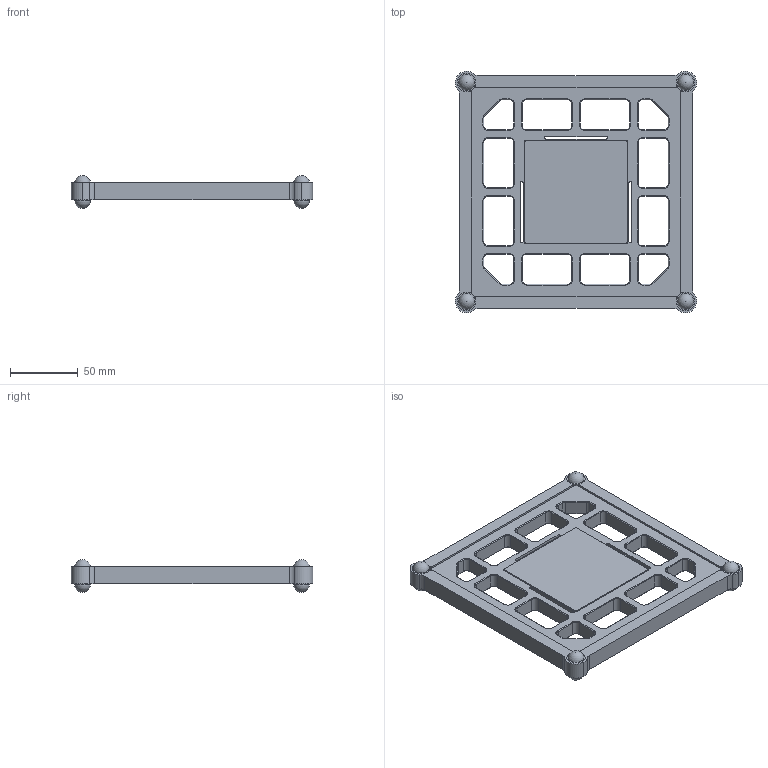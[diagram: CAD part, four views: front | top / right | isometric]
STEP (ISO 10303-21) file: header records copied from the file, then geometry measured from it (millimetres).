
FILE_DESCRIPTION (( 'STEP AP214' ), '1' );
FILE_NAME ('CGH-S3-C6_A.STEP', '2023-03-23T18:43:20', ( '' ), ( '' ), 'SwSTEP 2.0', 'SolidWorks 2022', '' );
FILE_SCHEMA (( 'AUTOMOTIVE_DESIGN' ));
Length unit declared in the file: inch
Products named in the file (1): CGH-S3-C6_A
Bounding box: 178.43 x 178.43 x 24.13 mm (x, y, z)
Surface area: 77006.8 mm2 (no closed solid volume)
Topology: 0 solids, 29 shells, 481 faces, 1300 edges, 826 vertices
Faces by surface type: plane 217, cylinder 144, cone 104, sphere 16
Entity records: 20948 total; most frequent: DIRECTION 2680, CARTESIAN_POINT 2544, ORIENTED_EDGE 2340, EDGE_CURVE 1260, AXIS2_PLACEMENT_3D 938, VECTOR 804, LINE 804, VERTEX_POINT 802
